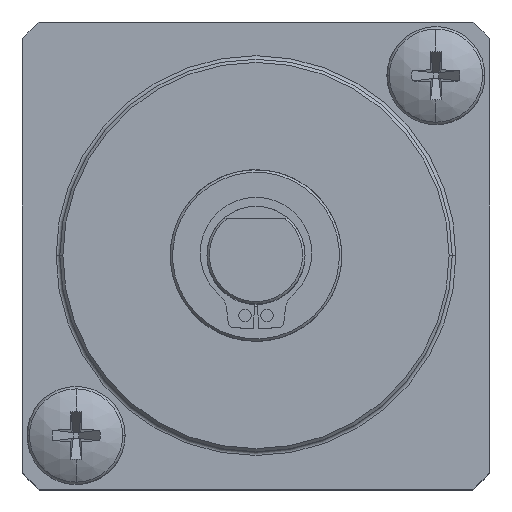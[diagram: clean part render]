
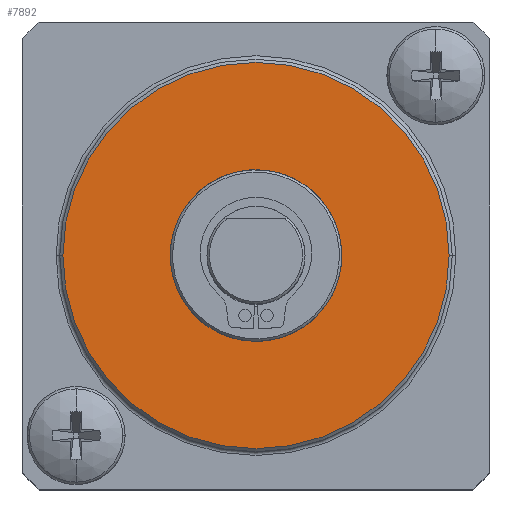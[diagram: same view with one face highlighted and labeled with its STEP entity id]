
A CAD part, top view. The second image highlights one B-rep face of the part: STEP entity #7892.
In plain terms, the highlighted face is planar.
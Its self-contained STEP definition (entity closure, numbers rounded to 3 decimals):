
#450 = ORIENTED_EDGE ( 'NONE', *, *, #14871, .T. ) ;
#501 = VERTEX_POINT ( 'NONE', #17653 ) ;
#958 = ORIENTED_EDGE ( 'NONE', *, *, #3839, .T. ) ;
#1107 = CARTESIAN_POINT ( 'NONE',  ( 0., 0., -6.25 ) ) ;
#1702 = CARTESIAN_POINT ( 'NONE',  ( 0., 0., -6.25 ) ) ;
#3493 = DIRECTION ( 'NONE',  ( 1., 0., 0. ) ) ;
#3839 = EDGE_CURVE ( 'NONE', #6132, #16796, #18958, .T. ) ;
#3963 = CARTESIAN_POINT ( 'NONE',  ( 0., 0., -6.25 ) ) ;
#4665 = DIRECTION ( 'NONE',  ( 0., 0., 1. ) ) ;
#4775 = CARTESIAN_POINT ( 'NONE',  ( 0., 0., -6.25 ) ) ;
#5737 = DIRECTION ( 'NONE',  ( 1., 0., 0. ) ) ;
#6132 = VERTEX_POINT ( 'NONE', #11637 ) ;
#6563 = DIRECTION ( 'NONE',  ( 1., 0., 0. ) ) ;
#7154 = CIRCLE ( 'NONE', #10207, 15.75 ) ;
#7471 = VERTEX_POINT ( 'NONE', #12332 ) ;
#7653 = AXIS2_PLACEMENT_3D ( 'NONE', #19909, #9214, #21686 ) ;
#7892 = ADVANCED_FACE ( 'NONE', ( #13826, #9103 ), #13479, .F. ) ;
#9103 = FACE_BOUND ( 'NONE', #14852, .T. ) ;
#9214 = DIRECTION ( 'NONE',  ( 0., 0., 1. ) ) ;
#10207 = AXIS2_PLACEMENT_3D ( 'NONE', #1702, #14174, #3493 ) ;
#11241 = AXIS2_PLACEMENT_3D ( 'NONE', #3963, #16444, #5737 ) ;
#11637 = CARTESIAN_POINT ( 'NONE',  ( 15.75, 0., -6.25 ) ) ;
#12332 = CARTESIAN_POINT ( 'NONE',  ( -7., 0., -6.25 ) ) ;
#13229 = AXIS2_PLACEMENT_3D ( 'NONE', #1107, #4665, #17175 ) ;
#13479 = PLANE ( 'NONE',  #13229 ) ;
#13826 = FACE_OUTER_BOUND ( 'NONE', #18289, .T. ) ;
#14174 = DIRECTION ( 'NONE',  ( 0., 0., -1. ) ) ;
#14852 = EDGE_LOOP ( 'NONE', ( #22445, #14976 ) ) ;
#14871 = EDGE_CURVE ( 'NONE', #16796, #6132, #7154, .T. ) ;
#14976 = ORIENTED_EDGE ( 'NONE', *, *, #19981, .T. ) ;
#16444 = DIRECTION ( 'NONE',  ( 0., 0., -1. ) ) ;
#16796 = VERTEX_POINT ( 'NONE', #18003 ) ;
#17175 = DIRECTION ( 'NONE',  ( 1., 0., 0. ) ) ;
#17268 = DIRECTION ( 'NONE',  ( 0., 0., 1. ) ) ;
#17617 = EDGE_CURVE ( 'NONE', #501, #7471, #18210, .T. ) ;
#17653 = CARTESIAN_POINT ( 'NONE',  ( 7., 0., -6.25 ) ) ;
#18003 = CARTESIAN_POINT ( 'NONE',  ( -15.75, 0., -6.25 ) ) ;
#18210 = CIRCLE ( 'NONE', #20898, 7. ) ;
#18289 = EDGE_LOOP ( 'NONE', ( #958, #450 ) ) ;
#18411 = CIRCLE ( 'NONE', #7653, 7. ) ;
#18958 = CIRCLE ( 'NONE', #11241, 15.75 ) ;
#19909 = CARTESIAN_POINT ( 'NONE',  ( 0., 0., -6.25 ) ) ;
#19981 = EDGE_CURVE ( 'NONE', #7471, #501, #18411, .T. ) ;
#20898 = AXIS2_PLACEMENT_3D ( 'NONE', #4775, #17268, #6563 ) ;
#21686 = DIRECTION ( 'NONE',  ( 1., 0., 0. ) ) ;
#22445 = ORIENTED_EDGE ( 'NONE', *, *, #17617, .T. ) ;
